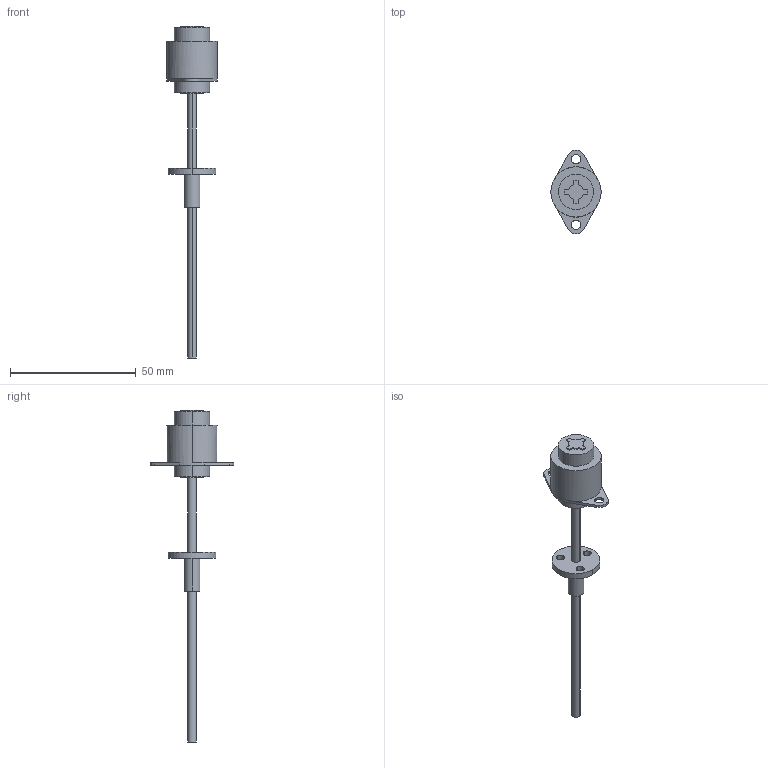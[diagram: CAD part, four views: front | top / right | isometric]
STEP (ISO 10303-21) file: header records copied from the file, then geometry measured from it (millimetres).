
FILE_DESCRIPTION((''),'2;1');
FILE_NAME('K20PA-02','2020-07-13T',('syc2215'),(''),'CREO PARAMETRIC BY PTC INC, 2018220','CREO PARAMETRIC BY PTC INC, 2018220','');
FILE_SCHEMA(('CONFIG_CONTROL_DESIGN'));
Length unit declared in the file: millimetre
Products named in the file (1): K20PA-02
Bounding box: 20 x 33.28 x 132 mm (x, y, z)
Volume: 8643 mm3; surface area: 4327.1 mm2
Topology: 1 solids, 1 shells, 74 faces, 192 edges, 128 vertices
Faces by surface type: cylinder 42, plane 32
Entity records: 2362 total; most frequent: DIRECTION 428, CARTESIAN_POINT 394, ORIENTED_EDGE 384, EDGE_CURVE 192, AXIS2_PLACEMENT_3D 162, VERTEX_POINT 128, VECTOR 104, LINE 104
